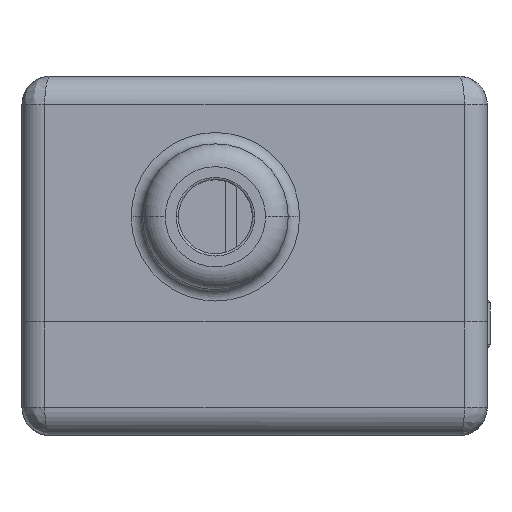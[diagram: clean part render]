
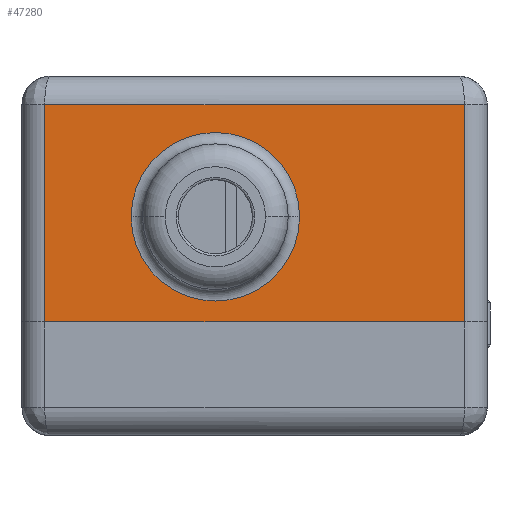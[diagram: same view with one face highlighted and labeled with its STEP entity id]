
A CAD part, front view. The second image highlights one B-rep face of the part: STEP entity #47280.
In plain terms, the highlighted planar face has unit normal (0, -1, 0).
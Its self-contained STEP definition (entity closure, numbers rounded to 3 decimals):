
#34152=DIRECTION('',(-1.,0.,0.));
#34153=VECTOR('',#34152,36.893);
#34154=CARTESIAN_POINT('',(32.846,-12.6,-1.6));
#34155=LINE('',#34154,#34153);
#35666=DIRECTION('',(-1.,0.,0.));
#35667=VECTOR('',#35666,36.893);
#35668=CARTESIAN_POINT('',(32.846,-12.6,
17.5));
#35669=LINE('',#35668,#35667);
#35673=DIRECTION('',(0.,0.,1.));
#35674=VECTOR('',#35673,19.1);
#35675=CARTESIAN_POINT('',(32.846,-12.6,-1.6));
#35676=LINE('',#35675,#35674);
#35680=CARTESIAN_POINT('',(10.953,-12.6,7.65));
#35681=DIRECTION('',(0.,1.,0.));
#35682=DIRECTION('',(-1.,0.,0.));
#35683=AXIS2_PLACEMENT_3D('',#35680,#35681,#35682);
#35688=CARTESIAN_POINT('',(10.953,-12.6,7.65));
#35689=DIRECTION('',(0.,1.,0.));
#35690=DIRECTION('',(1.,0.,0.));
#35691=AXIS2_PLACEMENT_3D('',#35688,#35689,#35690);
#35730=DIRECTION('',(0.,0.,1.));
#35731=VECTOR('',#35730,19.1);
#35732=CARTESIAN_POINT('',(-4.047,-12.6,-1.6));
#35733=LINE('',#35732,#35731);
#43363=CARTESIAN_POINT('',(32.846,-12.6,
17.5));
#43364=CARTESIAN_POINT('',(-4.047,-12.6,
17.5));
#43365=VERTEX_POINT('',#43363);
#43366=VERTEX_POINT('',#43364);
#43444=CARTESIAN_POINT('',(32.846,-12.6,-1.6));
#43446=VERTEX_POINT('',#43444);
#43447=CARTESIAN_POINT('',(-4.047,-12.6,-1.6));
#43448=VERTEX_POINT('',#43447);
#43735=CARTESIAN_POINT('',(3.546,-12.6,7.65));
#43736=CARTESIAN_POINT('',(18.361,-12.6,7.65));
#43737=VERTEX_POINT('',#43735);
#43738=VERTEX_POINT('',#43736);
#47261=CARTESIAN_POINT('',(32.846,-12.6,0.));
#47262=DIRECTION('',(0.,1.,0.));
#47263=DIRECTION('',(-1.,0.,0.));
#47264=AXIS2_PLACEMENT_3D('',#47261,#47262,#47263);
#47265=PLANE('',#47264);
#47267=ORIENTED_EDGE('',*,*,#47266,.F.);
#47269=ORIENTED_EDGE('',*,*,#47268,.F.);
#47270=ORIENTED_EDGE('',*,*,#45560,.T.);
#47272=ORIENTED_EDGE('',*,*,#47271,.T.);
#47273=EDGE_LOOP('',(#47267,#47269,#47270,#47272));
#47274=FACE_OUTER_BOUND('',#47273,.F.);
#47276=ORIENTED_EDGE('',*,*,#47275,.F.);
#47277=ORIENTED_EDGE('',*,*,#47244,.F.);
#47278=EDGE_LOOP('',(#47276,#47277));
#47279=FACE_BOUND('',#47278,.F.);
#35684=CIRCLE('',#35683,7.407);
#35692=CIRCLE('',#35691,7.407);
#45560=EDGE_CURVE('',#43446,#43448,#34155,.T.);
#47244=EDGE_CURVE('',#43738,#43737,#35692,.T.);
#47266=EDGE_CURVE('',#43365,#43366,#35669,.T.);
#47268=EDGE_CURVE('',#43446,#43365,#35676,.T.);
#47271=EDGE_CURVE('',#43448,#43366,#35733,.T.);
#47275=EDGE_CURVE('',#43737,#43738,#35684,.T.);
#47280=ADVANCED_FACE('',(#47274,#47279),#47265,.F.);
